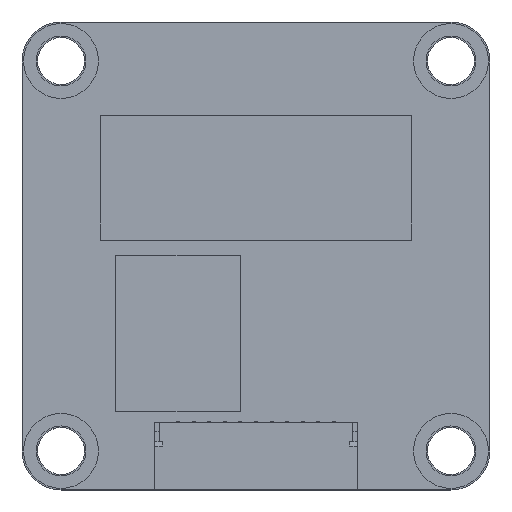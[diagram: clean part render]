
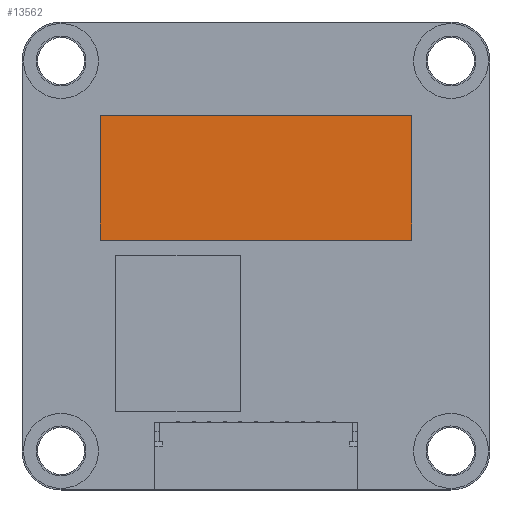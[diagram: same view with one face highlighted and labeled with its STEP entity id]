
A CAD part, top view. The second image highlights one B-rep face of the part: STEP entity #13562.
In plain terms, the highlighted planar face has unit normal (0, 0, 1).
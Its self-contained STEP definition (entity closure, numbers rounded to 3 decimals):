
#13248 = VERTEX_POINT('',#13249);
#13249 = CARTESIAN_POINT('',(5.,24.,11.6));
#13256 = PLANE('',#13257);
#13257 = AXIS2_PLACEMENT_3D('',#13258,#13259,#13260);
#13258 = CARTESIAN_POINT('',(5.,24.,1.6));
#13259 = DIRECTION('',(0.,1.,0.));
#13260 = DIRECTION('',(1.,0.,0.));
#13268 = PLANE('',#13269);
#13269 = AXIS2_PLACEMENT_3D('',#13270,#13271,#13272);
#13270 = CARTESIAN_POINT('',(5.,16.,1.6));
#13271 = DIRECTION('',(-1.,0.,0.));
#13272 = DIRECTION('',(0.,1.,0.));
#13280 = EDGE_CURVE('',#13248,#13281,#13283,.T.);
#13281 = VERTEX_POINT('',#13282);
#13282 = CARTESIAN_POINT('',(25.,24.,11.6));
#13283 = SURFACE_CURVE('',#13284,(#13288,#13295),.PCURVE_S1.);
#13284 = LINE('',#13285,#13286);
#13285 = CARTESIAN_POINT('',(5.,24.,11.6));
#13286 = VECTOR('',#13287,1.);
#13287 = DIRECTION('',(1.,0.,0.));
#13288 = PCURVE('',#13256,#13289);
#13289 = DEFINITIONAL_REPRESENTATION('',(#13290),#13294);
#13290 = LINE('',#13291,#13292);
#13291 = CARTESIAN_POINT('',(0.,-10.));
#13292 = VECTOR('',#13293,1.);
#13293 = DIRECTION('',(1.,0.));
#13294 = ( GEOMETRIC_REPRESENTATION_CONTEXT(2) 
PARAMETRIC_REPRESENTATION_CONTEXT() REPRESENTATION_CONTEXT('2D SPACE',''
  ) );
#13295 = PCURVE('',#13296,#13301);
#13296 = PLANE('',#13297);
#13297 = AXIS2_PLACEMENT_3D('',#13298,#13299,#13300);
#13298 = CARTESIAN_POINT('',(5.,24.,11.6));
#13299 = DIRECTION('',(0.,0.,1.));
#13300 = DIRECTION('',(1.,0.,0.));
#13301 = DEFINITIONAL_REPRESENTATION('',(#13302),#13306);
#13302 = LINE('',#13303,#13304);
#13303 = CARTESIAN_POINT('',(0.,0.));
#13304 = VECTOR('',#13305,1.);
#13305 = DIRECTION('',(1.,0.));
#13306 = ( GEOMETRIC_REPRESENTATION_CONTEXT(2) 
PARAMETRIC_REPRESENTATION_CONTEXT() REPRESENTATION_CONTEXT('2D SPACE',''
  ) );
#13324 = PLANE('',#13325);
#13325 = AXIS2_PLACEMENT_3D('',#13326,#13327,#13328);
#13326 = CARTESIAN_POINT('',(25.,24.,1.6));
#13327 = DIRECTION('',(1.,0.,0.));
#13328 = DIRECTION('',(0.,-1.,0.));
#13366 = EDGE_CURVE('',#13281,#13367,#13369,.T.);
#13367 = VERTEX_POINT('',#13368);
#13368 = CARTESIAN_POINT('',(25.,16.,11.6));
#13369 = SURFACE_CURVE('',#13370,(#13374,#13381),.PCURVE_S1.);
#13370 = LINE('',#13371,#13372);
#13371 = CARTESIAN_POINT('',(25.,24.,11.6));
#13372 = VECTOR('',#13373,1.);
#13373 = DIRECTION('',(0.,-1.,0.));
#13374 = PCURVE('',#13324,#13375);
#13375 = DEFINITIONAL_REPRESENTATION('',(#13376),#13380);
#13376 = LINE('',#13377,#13378);
#13377 = CARTESIAN_POINT('',(0.,-10.));
#13378 = VECTOR('',#13379,1.);
#13379 = DIRECTION('',(1.,0.));
#13380 = ( GEOMETRIC_REPRESENTATION_CONTEXT(2) 
PARAMETRIC_REPRESENTATION_CONTEXT() REPRESENTATION_CONTEXT('2D SPACE',''
  ) );
#13381 = PCURVE('',#13296,#13382);
#13382 = DEFINITIONAL_REPRESENTATION('',(#13383),#13387);
#13383 = LINE('',#13384,#13385);
#13384 = CARTESIAN_POINT('',(20.,0.));
#13385 = VECTOR('',#13386,1.);
#13386 = DIRECTION('',(0.,-1.));
#13387 = ( GEOMETRIC_REPRESENTATION_CONTEXT(2) 
PARAMETRIC_REPRESENTATION_CONTEXT() REPRESENTATION_CONTEXT('2D SPACE',''
  ) );
#13405 = PLANE('',#13406);
#13406 = AXIS2_PLACEMENT_3D('',#13407,#13408,#13409);
#13407 = CARTESIAN_POINT('',(25.,16.,1.6));
#13408 = DIRECTION('',(0.,-1.,0.));
#13409 = DIRECTION('',(-1.,0.,0.));
#13442 = EDGE_CURVE('',#13367,#13443,#13445,.T.);
#13443 = VERTEX_POINT('',#13444);
#13444 = CARTESIAN_POINT('',(5.,16.,11.6));
#13445 = SURFACE_CURVE('',#13446,(#13450,#13457),.PCURVE_S1.);
#13446 = LINE('',#13447,#13448);
#13447 = CARTESIAN_POINT('',(25.,16.,11.6));
#13448 = VECTOR('',#13449,1.);
#13449 = DIRECTION('',(-1.,0.,0.));
#13450 = PCURVE('',#13405,#13451);
#13451 = DEFINITIONAL_REPRESENTATION('',(#13452),#13456);
#13452 = LINE('',#13453,#13454);
#13453 = CARTESIAN_POINT('',(0.,-10.));
#13454 = VECTOR('',#13455,1.);
#13455 = DIRECTION('',(1.,0.));
#13456 = ( GEOMETRIC_REPRESENTATION_CONTEXT(2) 
PARAMETRIC_REPRESENTATION_CONTEXT() REPRESENTATION_CONTEXT('2D SPACE',''
  ) );
#13457 = PCURVE('',#13296,#13458);
#13458 = DEFINITIONAL_REPRESENTATION('',(#13459),#13463);
#13459 = LINE('',#13460,#13461);
#13460 = CARTESIAN_POINT('',(20.,-8.));
#13461 = VECTOR('',#13462,1.);
#13462 = DIRECTION('',(-1.,0.));
#13463 = ( GEOMETRIC_REPRESENTATION_CONTEXT(2) 
PARAMETRIC_REPRESENTATION_CONTEXT() REPRESENTATION_CONTEXT('2D SPACE',''
  ) );
#13513 = EDGE_CURVE('',#13443,#13248,#13514,.T.);
#13514 = SURFACE_CURVE('',#13515,(#13519,#13526),.PCURVE_S1.);
#13515 = LINE('',#13516,#13517);
#13516 = CARTESIAN_POINT('',(5.,16.,11.6));
#13517 = VECTOR('',#13518,1.);
#13518 = DIRECTION('',(0.,1.,0.));
#13519 = PCURVE('',#13268,#13520);
#13520 = DEFINITIONAL_REPRESENTATION('',(#13521),#13525);
#13521 = LINE('',#13522,#13523);
#13522 = CARTESIAN_POINT('',(0.,-10.));
#13523 = VECTOR('',#13524,1.);
#13524 = DIRECTION('',(1.,0.));
#13525 = ( GEOMETRIC_REPRESENTATION_CONTEXT(2) 
PARAMETRIC_REPRESENTATION_CONTEXT() REPRESENTATION_CONTEXT('2D SPACE',''
  ) );
#13526 = PCURVE('',#13296,#13527);
#13527 = DEFINITIONAL_REPRESENTATION('',(#13528),#13532);
#13528 = LINE('',#13529,#13530);
#13529 = CARTESIAN_POINT('',(0.,-8.));
#13530 = VECTOR('',#13531,1.);
#13531 = DIRECTION('',(0.,1.));
#13532 = ( GEOMETRIC_REPRESENTATION_CONTEXT(2) 
PARAMETRIC_REPRESENTATION_CONTEXT() REPRESENTATION_CONTEXT('2D SPACE',''
  ) );
#13562 = ADVANCED_FACE('',(#13563),#13296,.T.);
#13563 = FACE_BOUND('',#13564,.F.);
#13564 = EDGE_LOOP('',(#13565,#13566,#13567,#13568));
#13565 = ORIENTED_EDGE('',*,*,#13280,.T.);
#13566 = ORIENTED_EDGE('',*,*,#13366,.T.);
#13567 = ORIENTED_EDGE('',*,*,#13442,.T.);
#13568 = ORIENTED_EDGE('',*,*,#13513,.T.);
